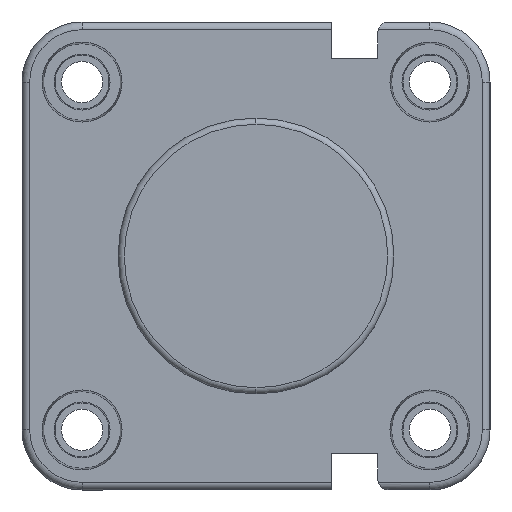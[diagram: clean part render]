
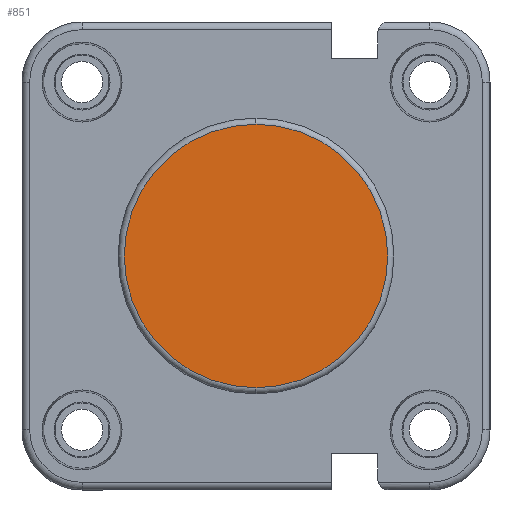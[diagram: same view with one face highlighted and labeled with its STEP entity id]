
A CAD part, left-side view. The second image highlights one B-rep face of the part: STEP entity #851.
In plain terms, the highlighted planar face has unit normal (-1, 0, 0).
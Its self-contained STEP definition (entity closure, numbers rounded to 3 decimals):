
#461 = CIRCLE ( 'NONE', #2050, 21.4 ) ;
#826 = DIRECTION ( 'NONE',  ( 0., 0., 1. ) ) ;
#851 = ADVANCED_FACE ( 'NONE', ( #3117 ), #14412, .T. ) ;
#1890 = CARTESIAN_POINT ( 'NONE',  ( 0., 0., -21.4 ) ) ;
#2050 = AXIS2_PLACEMENT_3D ( 'NONE', #19734, #15028, #13958 ) ;
#3117 = FACE_OUTER_BOUND ( 'NONE', #15220, .T. ) ;
#3827 = DIRECTION ( 'NONE',  ( -1., 0., 0. ) ) ;
#4587 = ORIENTED_EDGE ( 'NONE', *, *, #8429, .T. ) ;
#6701 = EDGE_CURVE ( 'NONE', #15425, #11508, #7662, .T. ) ;
#7662 = CIRCLE ( 'NONE', #13451, 21.4 ) ;
#8151 = AXIS2_PLACEMENT_3D ( 'NONE', #15939, #3827, #826 ) ;
#8429 = EDGE_CURVE ( 'NONE', #11508, #15425, #461, .T. ) ;
#10516 = DIRECTION ( 'NONE',  ( 0., 0., 1. ) ) ;
#10710 = CARTESIAN_POINT ( 'NONE',  ( 0., 0., 0. ) ) ;
#11508 = VERTEX_POINT ( 'NONE', #1890 ) ;
#12020 = DIRECTION ( 'NONE',  ( -1., 0., 0. ) ) ;
#13451 = AXIS2_PLACEMENT_3D ( 'NONE', #10710, #12020, #10516 ) ;
#13958 = DIRECTION ( 'NONE',  ( 0., 0., 1. ) ) ;
#14275 = ORIENTED_EDGE ( 'NONE', *, *, #6701, .T. ) ;
#14412 = PLANE ( 'NONE',  #8151 ) ;
#15028 = DIRECTION ( 'NONE',  ( -1., 0., 0. ) ) ;
#15220 = EDGE_LOOP ( 'NONE', ( #14275, #4587 ) ) ;
#15425 = VERTEX_POINT ( 'NONE', #17308 ) ;
#15939 = CARTESIAN_POINT ( 'NONE',  ( 0., 0., 0. ) ) ;
#17308 = CARTESIAN_POINT ( 'NONE',  ( 0., 0., 21.4 ) ) ;
#19734 = CARTESIAN_POINT ( 'NONE',  ( 0., 0., 0. ) ) ;
